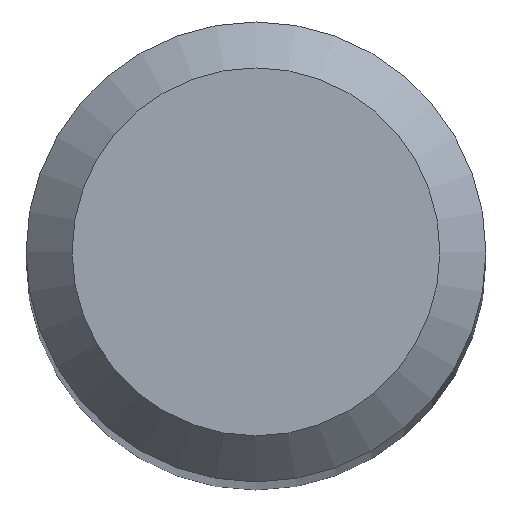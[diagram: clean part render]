
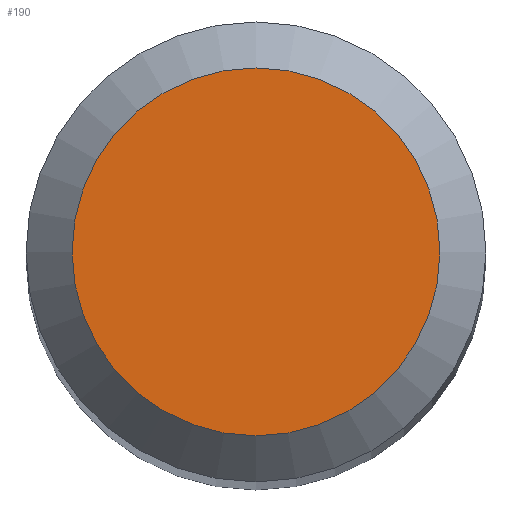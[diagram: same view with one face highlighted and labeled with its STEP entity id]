
A CAD part, top view. The second image highlights one B-rep face of the part: STEP entity #190.
In plain terms, the highlighted planar face has unit normal (0, 0, 1).
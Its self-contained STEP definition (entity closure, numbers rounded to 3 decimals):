
#4 = VERTEX_POINT ( 'NONE', #211 ) ;
#17 = AXIS2_PLACEMENT_3D ( 'NONE', #93, #195, #179 ) ;
#36 = FACE_OUTER_BOUND ( 'NONE', #45, .T. ) ;
#45 = EDGE_LOOP ( 'NONE', ( #206 ) ) ;
#55 = DIRECTION ( 'NONE',  ( 0., 0., -1. ) ) ;
#72 = CIRCLE ( 'NONE', #100, 1.2 ) ;
#93 = CARTESIAN_POINT ( 'NONE',  ( 0., 0., 38. ) ) ;
#100 = AXIS2_PLACEMENT_3D ( 'NONE', #148, #55, #142 ) ;
#106 = PLANE ( 'NONE',  #17 ) ;
#142 = DIRECTION ( 'NONE',  ( 0., 1., 0. ) ) ;
#144 = EDGE_CURVE ( 'NONE', #4, #4, #72, .T. ) ;
#148 = CARTESIAN_POINT ( 'NONE',  ( 0., 0., 38. ) ) ;
#179 = DIRECTION ( 'NONE',  ( 0., 1., 0. ) ) ;
#190 = ADVANCED_FACE ( 'NONE', ( #36 ), #106, .F. ) ;
#195 = DIRECTION ( 'NONE',  ( 0., 0., -1. ) ) ;
#206 = ORIENTED_EDGE ( 'NONE', *, *, #144, .F. ) ;
#211 = CARTESIAN_POINT ( 'NONE',  ( 0., 1.2, 38. ) ) ;
